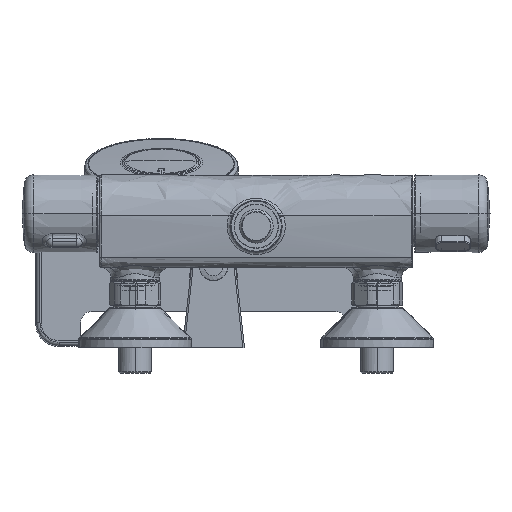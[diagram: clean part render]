
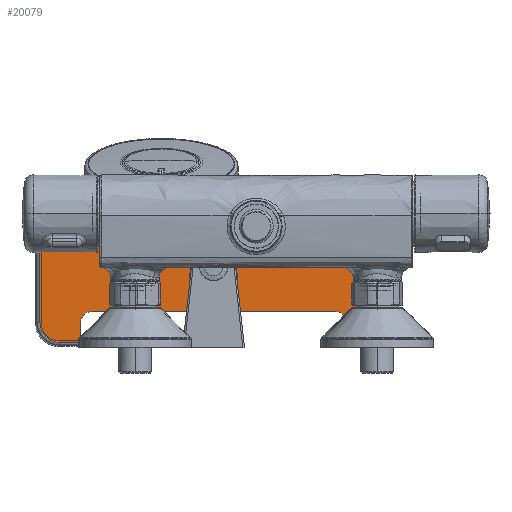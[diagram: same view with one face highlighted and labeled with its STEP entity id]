
A CAD part, front view. The second image highlights one B-rep face of the part: STEP entity #20079.
In plain terms, the highlighted planar face has unit normal (0, -1, 0).
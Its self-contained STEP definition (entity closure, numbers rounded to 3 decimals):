
#271 = VERTEX_POINT ( 'NONE', #8076 ) ;
#322 = CARTESIAN_POINT ( 'NONE',  ( 427.805, 313.394, 624.282 ) ) ;
#486 = EDGE_CURVE ( 'NONE', #30357, #41175, #671, .T. ) ;
#665 = VERTEX_POINT ( 'NONE', #35546 ) ;
#671 = CIRCLE ( 'NONE', #35926, 7. ) ;
#687 = VERTEX_POINT ( 'NONE', #34808 ) ;
#730 = VERTEX_POINT ( 'NONE', #33534 ) ;
#745 = DIRECTION ( 'NONE',  ( 1., 0., 0. ) ) ;
#1221 = CARTESIAN_POINT ( 'NONE',  ( 415.807, 313.394, 612.284 ) ) ;
#1894 = CARTESIAN_POINT ( 'NONE',  ( 422.835, 313.394, 612.284 ) ) ;
#2068 = AXIS2_PLACEMENT_3D ( 'NONE', #37733, #17603, #41197 ) ;
#2778 = CARTESIAN_POINT ( 'NONE',  ( 212.688, 313.394, 624.282 ) ) ;
#2804 = ORIENTED_EDGE ( 'NONE', *, *, #20271, .T. ) ;
#3348 = CARTESIAN_POINT ( 'NONE',  ( 237.838, 313.394, 609.276 ) ) ;
#3353 = ORIENTED_EDGE ( 'NONE', *, *, #19764, .T. ) ;
#3509 = CARTESIAN_POINT ( 'NONE',  ( 402.478, 313.394, 609.276 ) ) ;
#4937 = CARTESIAN_POINT ( 'NONE',  ( 320.158, 313.394, 698.893 ) ) ;
#5426 = CARTESIAN_POINT ( 'NONE',  ( 422.835, 313.394, 698.893 ) ) ;
#5556 = ORIENTED_EDGE ( 'NONE', *, *, #28115, .T. ) ;
#6320 = CARTESIAN_POINT ( 'NONE',  ( 217.657, 313.394, 612.284 ) ) ;
#6856 = DIRECTION ( 'NONE',  ( 0., 0., 1. ) ) ;
#6984 = VERTEX_POINT ( 'NONE', #1221 ) ;
#7758 = EDGE_CURVE ( 'NONE', #665, #13838, #15056, .T. ) ;
#8076 = CARTESIAN_POINT ( 'NONE',  ( 415.807, 313.394, 698.893 ) ) ;
#8263 =( BOUNDED_CURVE ( )  B_SPLINE_CURVE ( 3, ( #25748, #1894, #19166, #42824 ),
 .UNSPECIFIED., .F., .F. ) 
 B_SPLINE_CURVE_WITH_KNOTS ( ( 4, 4 ),
 ( 2.356, 3.927 ),
 .UNSPECIFIED. ) 
 CURVE ( )  GEOMETRIC_REPRESENTATION_ITEM ( )  RATIONAL_B_SPLINE_CURVE ( ( 1., 0.805, 0.805, 1. ) ) 
 REPRESENTATION_ITEM ( '' )  );
#8764 = VERTEX_POINT ( 'NONE', #33070 ) ;
#9208 = CARTESIAN_POINT ( 'NONE',  ( 212.688, 313.394, 686.895 ) ) ;
#9323 = DIRECTION ( 'NONE',  ( 0., 0., 1. ) ) ;
#10780 = EDGE_CURVE ( 'NONE', #730, #271, #23469, .T. ) ;
#11057 = ORIENTED_EDGE ( 'NONE', *, *, #486, .T. ) ;
#11063 = EDGE_CURVE ( 'NONE', #17700, #665, #28977, .T. ) ;
#11394 = CARTESIAN_POINT ( 'NONE',  ( 320.158, 313.394, 612.284 ) ) ;
#11698 = DIRECTION ( 'NONE',  ( -1., 0., 0. ) ) ;
#12150 = ORIENTED_EDGE ( 'NONE', *, *, #7758, .T. ) ;
#12311 = CARTESIAN_POINT ( 'NONE',  ( 427.805, 313.394, 693.924 ) ) ;
#12613 = DIRECTION ( 'NONE',  ( 1., 0., 0. ) ) ;
#13838 = VERTEX_POINT ( 'NONE', #38493 ) ;
#14067 = CARTESIAN_POINT ( 'NONE',  ( 224.686, 313.394, 698.893 ) ) ;
#14503 = VECTOR ( 'NONE', #12613, 1000. ) ;
#14702 = CARTESIAN_POINT ( 'NONE',  ( 244.838, 313.394, 631.311 ) ) ;
#14764 = ORIENTED_EDGE ( 'NONE', *, *, #28705, .T. ) ;
#15056 = LINE ( 'NONE', #19202, #14503 ) ;
#15282 = ORIENTED_EDGE ( 'NONE', *, *, #26496, .T. ) ;
#15359 = DIRECTION ( 'NONE',  ( 0., 0., -1. ) ) ;
#16437 = LINE ( 'NONE', #4937, #17366 ) ;
#16443 = CARTESIAN_POINT ( 'NONE',  ( 212.688, 313.394, 686.895 ) ) ;
#17366 = VECTOR ( 'NONE', #11698, 1000. ) ;
#17603 = DIRECTION ( 'NONE',  ( 0., 1., 0. ) ) ;
#17700 = VERTEX_POINT ( 'NONE', #24754 ) ;
#18140 = DIRECTION ( 'NONE',  ( 1., 0., 0. ) ) ;
#18843 = CARTESIAN_POINT ( 'NONE',  ( 320.158, 313.394, 609.276 ) ) ;
#18939 = LINE ( 'NONE', #3348, #19484 ) ;
#19166 = CARTESIAN_POINT ( 'NONE',  ( 427.805, 313.394, 617.253 ) ) ;
#19202 = CARTESIAN_POINT ( 'NONE',  ( 320.158, 313.394, 612.284 ) ) ;
#19416 = ORIENTED_EDGE ( 'NONE', *, *, #44129, .T. ) ;
#19484 = VECTOR ( 'NONE', #6856, 1000. ) ;
#19505 = CARTESIAN_POINT ( 'NONE',  ( 217.657, 313.394, 698.893 ) ) ;
#19764 = EDGE_CURVE ( 'NONE', #6984, #29141, #8263, .T. ) ;
#19812 = AXIS2_PLACEMENT_3D ( 'NONE', #18843, #29486, #9323 ) ;
#20079 = ADVANCED_FACE ( 'NONE', ( #22079 ), #26106, .F. ) ;
#20271 = EDGE_CURVE ( 'NONE', #13838, #30357, #18939, .T. ) ;
#21530 = ORIENTED_EDGE ( 'NONE', *, *, #22364, .T. ) ;
#21899 = CARTESIAN_POINT ( 'NONE',  ( 212.688, 313.394, 609.276 ) ) ;
#22079 = FACE_OUTER_BOUND ( 'NONE', #38776, .T. ) ;
#22364 = EDGE_CURVE ( 'NONE', #8764, #6984, #25248, .T. ) ;
#22983 = CARTESIAN_POINT ( 'NONE',  ( 224.686, 313.394, 698.893 ) ) ;
#23234 = VERTEX_POINT ( 'NONE', #9208 ) ;
#23469 =( BOUNDED_CURVE ( )  B_SPLINE_CURVE ( 3, ( #35804, #12311, #5426, #29121 ),
 .UNSPECIFIED., .F., .T. ) 
 B_SPLINE_CURVE_WITH_KNOTS ( ( 4, 4 ),
 ( 2.356, 3.927 ),
 .UNSPECIFIED. ) 
 CURVE ( )  GEOMETRIC_REPRESENTATION_ITEM ( )  RATIONAL_B_SPLINE_CURVE ( ( 1., 0.805, 0.805, 1. ) ) 
 REPRESENTATION_ITEM ( '' )  );
#24173 = VECTOR ( 'NONE', #18140, 1000. ) ;
#24754 = CARTESIAN_POINT ( 'NONE',  ( 212.688, 313.394, 624.282 ) ) ;
#25248 = LINE ( 'NONE', #11394, #24173 ) ;
#25748 = CARTESIAN_POINT ( 'NONE',  ( 415.807, 313.394, 612.284 ) ) ;
#26106 = PLANE ( 'NONE',  #19812 ) ;
#26211 = ORIENTED_EDGE ( 'NONE', *, *, #33276, .T. ) ;
#26496 = EDGE_CURVE ( 'NONE', #31526, #23234, #39797, .T. ) ;
#26586 = CARTESIAN_POINT ( 'NONE',  ( 212.688, 313.394, 617.253 ) ) ;
#26959 = CARTESIAN_POINT ( 'NONE',  ( 395.478, 313.394, 631.311 ) ) ;
#27084 = VERTEX_POINT ( 'NONE', #26959 ) ;
#27550 = CARTESIAN_POINT ( 'NONE',  ( 427.805, 313.394, 609.276 ) ) ;
#28115 = EDGE_CURVE ( 'NONE', #687, #8764, #42768, .T. ) ;
#28705 = EDGE_CURVE ( 'NONE', #27084, #687, #35788, .T. ) ;
#28977 =( BOUNDED_CURVE ( )  B_SPLINE_CURVE ( 3, ( #2778, #26586, #6320, #29981 ),
 .UNSPECIFIED., .F., .T. ) 
 B_SPLINE_CURVE_WITH_KNOTS ( ( 4, 4 ),
 ( 2.356, 3.927 ),
 .UNSPECIFIED. ) 
 CURVE ( )  GEOMETRIC_REPRESENTATION_ITEM ( )  RATIONAL_B_SPLINE_CURVE ( ( 1., 0.805, 0.805, 1. ) ) 
 REPRESENTATION_ITEM ( '' )  );
#29121 = CARTESIAN_POINT ( 'NONE',  ( 415.807, 313.394, 698.893 ) ) ;
#29141 = VERTEX_POINT ( 'NONE', #322 ) ;
#29486 = DIRECTION ( 'NONE',  ( 0., 1., 0. ) ) ;
#29923 = ORIENTED_EDGE ( 'NONE', *, *, #11063, .T. ) ;
#29981 = CARTESIAN_POINT ( 'NONE',  ( 224.686, 313.394, 612.284 ) ) ;
#30357 = VERTEX_POINT ( 'NONE', #34522 ) ;
#30940 = DIRECTION ( 'NONE',  ( 0., 0., 1. ) ) ;
#30949 = ORIENTED_EDGE ( 'NONE', *, *, #43878, .T. ) ;
#31348 = VECTOR ( 'NONE', #30940, 1000. ) ;
#31391 = LINE ( 'NONE', #27550, #31348 ) ;
#31526 = VERTEX_POINT ( 'NONE', #14067 ) ;
#31908 = VECTOR ( 'NONE', #15359, 1000. ) ;
#32087 = LINE ( 'NONE', #21899, #31908 ) ;
#32329 = EDGE_CURVE ( 'NONE', #41175, #27084, #43236, .T. ) ;
#33070 = CARTESIAN_POINT ( 'NONE',  ( 402.478, 313.394, 612.284 ) ) ;
#33276 = EDGE_CURVE ( 'NONE', #271, #31526, #16437, .T. ) ;
#33534 = CARTESIAN_POINT ( 'NONE',  ( 427.805, 313.394, 686.895 ) ) ;
#33921 = DIRECTION ( 'NONE',  ( 0., 0., -1. ) ) ;
#34522 = CARTESIAN_POINT ( 'NONE',  ( 237.838, 313.394, 624.311 ) ) ;
#34808 = CARTESIAN_POINT ( 'NONE',  ( 402.478, 313.394, 624.311 ) ) ;
#35238 = ORIENTED_EDGE ( 'NONE', *, *, #10780, .T. ) ;
#35546 = CARTESIAN_POINT ( 'NONE',  ( 224.686, 313.394, 612.284 ) ) ;
#35788 = CIRCLE ( 'NONE', #2068, 7. ) ;
#35804 = CARTESIAN_POINT ( 'NONE',  ( 427.805, 313.394, 686.895 ) ) ;
#35926 = AXIS2_PLACEMENT_3D ( 'NONE', #37603, #37599, #37540 ) ;
#36566 = CARTESIAN_POINT ( 'NONE',  ( 212.688, 313.394, 693.924 ) ) ;
#37540 = DIRECTION ( 'NONE',  ( 0., 0., 1. ) ) ;
#37599 = DIRECTION ( 'NONE',  ( 0., 1., 0. ) ) ;
#37603 = CARTESIAN_POINT ( 'NONE',  ( 244.838, 313.394, 624.311 ) ) ;
#37733 = CARTESIAN_POINT ( 'NONE',  ( 395.478, 313.394, 624.311 ) ) ;
#38493 = CARTESIAN_POINT ( 'NONE',  ( 237.838, 313.394, 612.284 ) ) ;
#38776 = EDGE_LOOP ( 'NONE', ( #29923, #12150, #2804, #11057, #42730, #14764, #5556, #21530, #3353, #19416, #35238, #26211, #15282, #30949 ) ) ;
#39797 =( BOUNDED_CURVE ( )  B_SPLINE_CURVE ( 3, ( #22983, #19505, #36566, #16443 ),
 .UNSPECIFIED., .F., .F. ) 
 B_SPLINE_CURVE_WITH_KNOTS ( ( 4, 4 ),
 ( 2.356, 3.927 ),
 .UNSPECIFIED. ) 
 CURVE ( )  GEOMETRIC_REPRESENTATION_ITEM ( )  RATIONAL_B_SPLINE_CURVE ( ( 1., 0.805, 0.805, 1. ) ) 
 REPRESENTATION_ITEM ( '' )  );
#40724 = VECTOR ( 'NONE', #745, 1000. ) ;
#41175 = VERTEX_POINT ( 'NONE', #14702 ) ;
#41197 = DIRECTION ( 'NONE',  ( 0., 0., 1. ) ) ;
#41393 = CARTESIAN_POINT ( 'NONE',  ( 320.158, 313.394, 631.311 ) ) ;
#42224 = VECTOR ( 'NONE', #33921, 1000. ) ;
#42730 = ORIENTED_EDGE ( 'NONE', *, *, #32329, .T. ) ;
#42768 = LINE ( 'NONE', #3509, #42224 ) ;
#42824 = CARTESIAN_POINT ( 'NONE',  ( 427.805, 313.394, 624.282 ) ) ;
#43236 = LINE ( 'NONE', #41393, #40724 ) ;
#43878 = EDGE_CURVE ( 'NONE', #23234, #17700, #32087, .T. ) ;
#44129 = EDGE_CURVE ( 'NONE', #29141, #730, #31391, .T. ) ;
